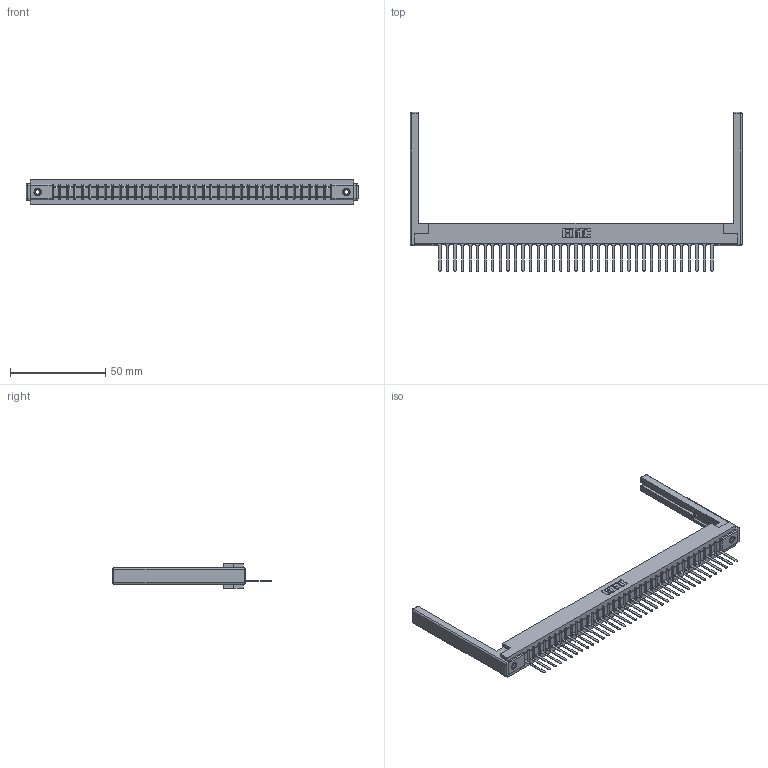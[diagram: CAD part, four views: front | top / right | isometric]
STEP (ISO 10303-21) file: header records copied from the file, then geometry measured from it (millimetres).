
FILE_DESCRIPTION (( 'STEP AP203' ), '1' );
FILE_NAME ('357-037-447-168.STEP', '2020-10-02T18:48:41', ( '' ), ( '' ), 'SwSTEP 2.0', 'SolidWorks 2020', '' );
FILE_SCHEMA (( 'CONFIG_CONTROL_DESIGN' ));
Length unit declared in the file: inch
Products named in the file (5): 307 Part_.156 Dia Mounting Holes; 307-290-001_547; 357-037-447-168; 345-250-001_345-250-001-102; 307-220-068
Assembly tree (42 placements, depth 2):
  357-037-447-168
    307 Part_.156 Dia Mounting Holes
    307-290-001_547  x37
    307-220-068  x2
    345-250-001_345-250-001-102  x2
Bounding box: 174.04 x 83.39 x 12.7 mm (x, y, z)
Volume: 22516.3 mm3; surface area: 23744.2 mm2
Topology: 42 solids, 42 shells, 2382 faces, 6707 edges, 4298 vertices
Faces by surface type: plane 1527, cylinder 755, sphere 84, cone 12, torus 4
Entity records: 35063 total; most frequent: CARTESIAN_POINT 5869, ORIENTED_EDGE 5844, DIRECTION 5728, EDGE_CURVE 2922, VECTOR 2238, LINE 2238, VERTEX_POINT 1886, AXIS2_PLACEMENT_3D 1745
